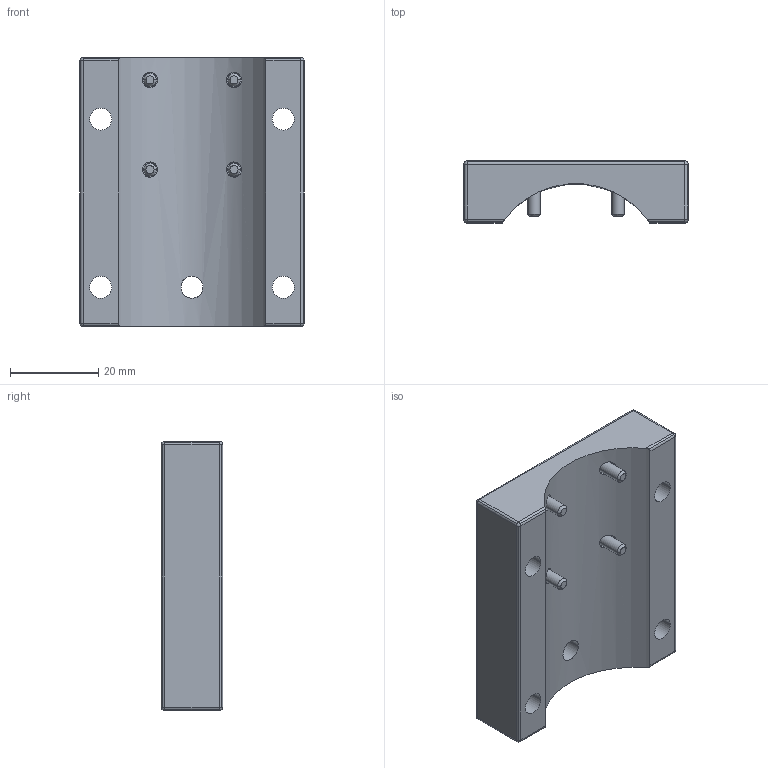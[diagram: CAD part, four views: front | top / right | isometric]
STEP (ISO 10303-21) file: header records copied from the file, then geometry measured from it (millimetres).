
FILE_DESCRIPTION((''),'2;1');
FILE_NAME('62572_0.stp','2005-04-12T15:42:18',('PODLENA'),(''),'Autodesk Inventor 9','Autodesk Inventor 9','');
FILE_SCHEMA(('AUTOMOTIVE_DESIGN { 1 0 10303 214 1 1 1 1 }'));
Length unit declared in the file: inch
Products named in the file (4): Assembly4; 62572; 62379; 7013
Assembly tree (6 placements, depth 3):
  Assembly4
    62572
      62379
      7013  x4
Bounding box: 50.8 x 13.97 x 60.96 mm (x, y, z)
Volume: 29292 mm3; surface area: 10894.8 mm2
Topology: 5 solids, 5 shells, 146 faces, 340 edges, 208 vertices
Faces by surface type: plane 47, cylinder 45, bspline 30, cone 16, sphere 8
Entity records: 3348 total; most frequent: CARTESIAN_POINT 1124, DIRECTION 448, ORIENTED_EDGE 436, EDGE_CURVE 218, AXIS2_PLACEMENT_3D 176, VERTEX_POINT 136, EDGE_LOOP 116, CIRCLE 104
